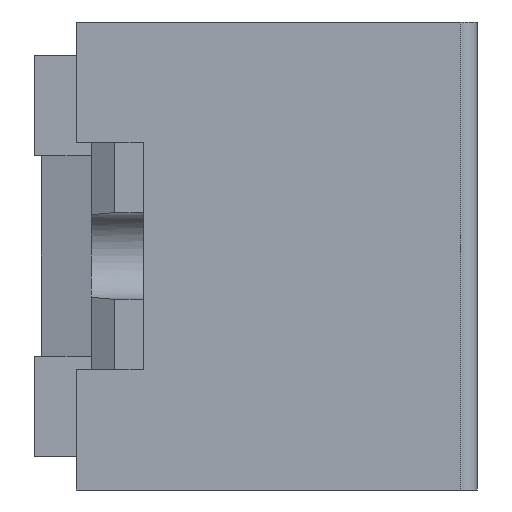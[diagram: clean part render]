
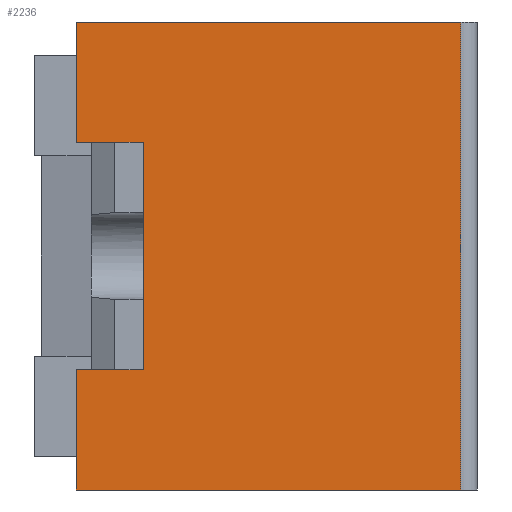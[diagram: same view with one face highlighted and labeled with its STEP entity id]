
A CAD part, left-side view. The second image highlights one B-rep face of the part: STEP entity #2236.
In plain terms, the highlighted planar face has unit normal (-1, 0, 0).
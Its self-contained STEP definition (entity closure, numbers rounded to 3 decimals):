
#5=DIRECTION('',(0.,-1.,0.));
#6=VECTOR('',#5,11.5);
#7=CARTESIAN_POINT('',(-16.775,12.,-140.));
#8=LINE('',#7,#6);
#117=DIRECTION('',(0.,-1.,0.));
#118=VECTOR('',#117,11.5);
#119=CARTESIAN_POINT('',(-16.775,12.,-126.));
#120=LINE('',#119,#118);
#121=DIRECTION('',(0.,0.,1.));
#122=VECTOR('',#121,3.6);
#123=CARTESIAN_POINT('',(-16.775,12.,-140.));
#124=LINE('',#123,#122);
#125=DIRECTION('',(0.,-1.,0.));
#126=VECTOR('',#125,2.);
#127=CARTESIAN_POINT('',(-16.775,12.,-136.4));
#128=LINE('',#127,#126);
#129=DIRECTION('',(0.,0.,1.));
#130=VECTOR('',#129,6.8);
#131=CARTESIAN_POINT('',(-16.775,10.,-136.4));
#132=LINE('',#131,#130);
#133=DIRECTION('',(0.,1.,0.));
#134=VECTOR('',#133,2.);
#135=CARTESIAN_POINT('',(-16.775,10.,-129.6));
#136=LINE('',#135,#134);
#137=DIRECTION('',(0.,0.,1.));
#138=VECTOR('',#137,3.6);
#139=CARTESIAN_POINT('',(-16.775,12.,-129.6));
#140=LINE('',#139,#138);
#155=DIRECTION('',(0.,0.,-1.));
#156=VECTOR('',#155,14.);
#157=CARTESIAN_POINT('',(-16.775,0.5,-126.));
#158=LINE('',#157,#156);
#1586=CARTESIAN_POINT('',(-16.775,0.5,-140.));
#1588=VERTEX_POINT('',#1586);
#1711=CARTESIAN_POINT('',(-16.775,12.,-140.));
#1712=CARTESIAN_POINT('',(-16.775,12.,-136.4));
#1713=VERTEX_POINT('',#1711);
#1714=VERTEX_POINT('',#1712);
#1720=CARTESIAN_POINT('',(-16.775,10.,-136.4));
#1722=VERTEX_POINT('',#1720);
#1956=CARTESIAN_POINT('',(-16.775,12.,-129.6));
#1958=VERTEX_POINT('',#1956);
#1961=CARTESIAN_POINT('',(-16.775,10.,-129.6));
#1963=VERTEX_POINT('',#1961);
#1964=CARTESIAN_POINT('',(-16.775,12.,-126.));
#1965=CARTESIAN_POINT('',(-16.775,0.5,-126.));
#1966=VERTEX_POINT('',#1964);
#1967=VERTEX_POINT('',#1965);
#2216=CARTESIAN_POINT('',(-16.775,10.,-140.));
#2217=DIRECTION('',(-1.,0.,0.));
#2218=DIRECTION('',(0.,-1.,0.));
#2219=AXIS2_PLACEMENT_3D('',#2216,#2217,#2218);
#2220=PLANE('',#2219);
#2221=ORIENTED_EDGE('',*,*,#2197,.T.);
#2223=ORIENTED_EDGE('',*,*,#2222,.T.);
#2224=ORIENTED_EDGE('',*,*,#2037,.F.);
#2226=ORIENTED_EDGE('',*,*,#2225,.T.);
#2228=ORIENTED_EDGE('',*,*,#2227,.T.);
#2230=ORIENTED_EDGE('',*,*,#2229,.T.);
#2232=ORIENTED_EDGE('',*,*,#2231,.T.);
#2233=ORIENTED_EDGE('',*,*,#2208,.T.);
#2234=EDGE_LOOP('',(#2221,#2223,#2224,#2226,#2228,#2230,#2232,#2233));
#2235=FACE_OUTER_BOUND('',#2234,.F.);
#2236=ADVANCED_FACE('',(#2235),#2220,.T.);
#2037=EDGE_CURVE('',#1713,#1588,#8,.T.);
#2197=EDGE_CURVE('',#1966,#1967,#120,.T.);
#2208=EDGE_CURVE('',#1958,#1966,#140,.T.);
#2222=EDGE_CURVE('',#1967,#1588,#158,.T.);
#2225=EDGE_CURVE('',#1713,#1714,#124,.T.);
#2227=EDGE_CURVE('',#1714,#1722,#128,.T.);
#2229=EDGE_CURVE('',#1722,#1963,#132,.T.);
#2231=EDGE_CURVE('',#1963,#1958,#136,.T.);
